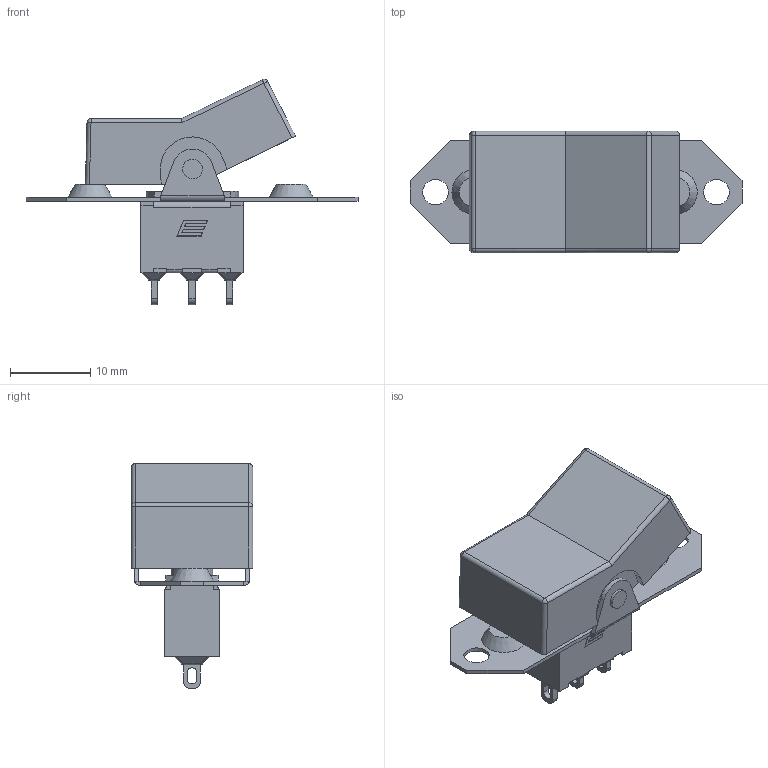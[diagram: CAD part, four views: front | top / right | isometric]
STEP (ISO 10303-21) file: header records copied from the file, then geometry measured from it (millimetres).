
FILE_DESCRIPTION((' '),'2;1');
FILE_NAME('300SPxR3xxxM1xE.stp','2017-07-21T14:55:40',(' '),(' '),' ','ACIS',' ');
FILE_SCHEMA(('CONFIG_CONTROL_DESIGN'));
Length unit declared in the file: inch
Products named in the file (1): 300SPxR3xxxM1xE.stp
Bounding box: 41.27 x 15.11 x 28.01 mm (x, y, z)
Volume: 2356.1 mm3; surface area: 3582.2 mm2
Topology: 1 solids, 5 shells, 316 faces, 774 edges, 480 vertices
Faces by surface type: plane 208, cylinder 72, sphere 16, bspline 16, cone 4
Full cylindrical faces by diameter (mm): 2.45 x2, 3.17 x2, 3.58 x1, 5.18 x1
Entity records: 9375 total; most frequent: CARTESIAN_POINT 1875, ORIENTED_EDGE 1520, DIRECTION 1488, EDGE_CURVE 760, VECTOR 570, LINE 570, VERTEX_POINT 478, AXIS2_PLACEMENT_3D 459
